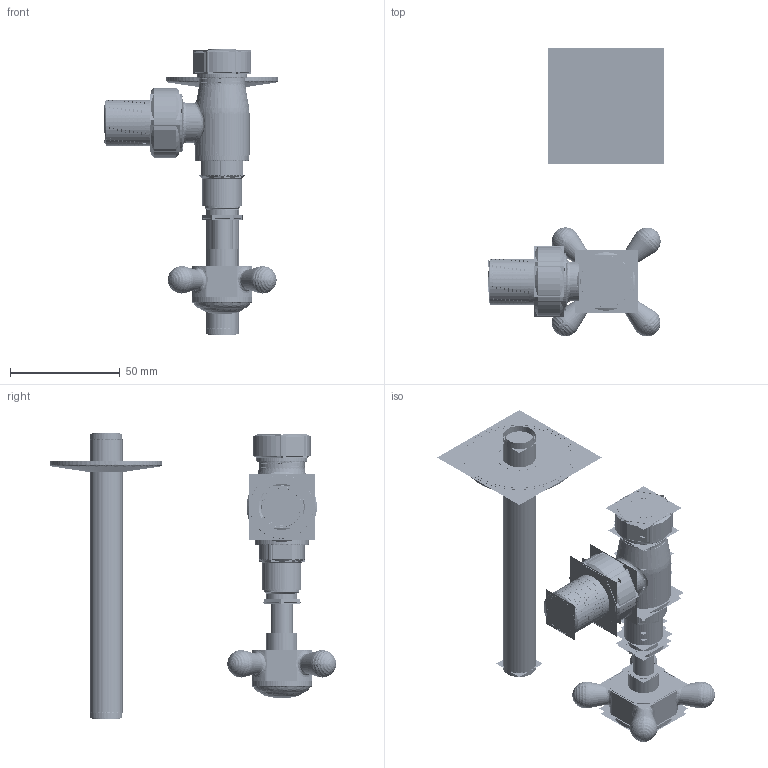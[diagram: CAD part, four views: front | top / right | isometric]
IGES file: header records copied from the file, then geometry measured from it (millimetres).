
Start section:  PTC IGES file: R6_asm.igs
Global section: file name: R6_asm.igs; native system: Pro/ENGINEER by Parametric Technology Corporation; preprocessor: 2010280; author: Administrator; organization: Unknown; date: 20140812.095421; units: millimetre
Bounding box: 80.5 x 131.34 x 130 mm (x, y, z)
Volume: 55972.7 mm3; surface area: 379097.6 mm2
Topology: 25 solids, 29 shells, 2236 faces, 11404 edges, 14420 vertices
Faces by surface type: revolution 1240, bspline 996
